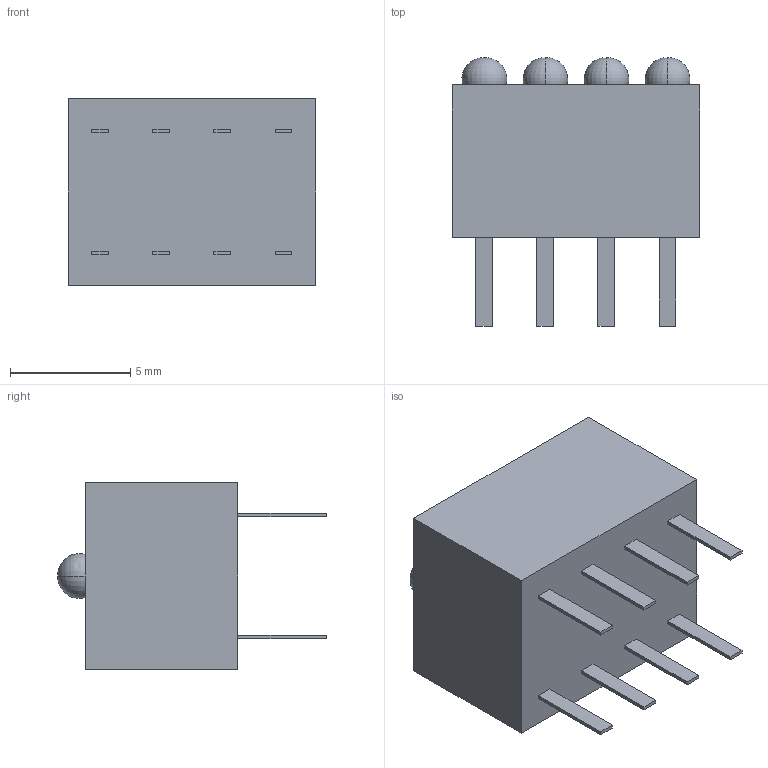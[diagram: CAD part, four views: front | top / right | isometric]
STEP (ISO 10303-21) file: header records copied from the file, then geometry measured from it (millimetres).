
FILE_DESCRIPTION (( 'STEP AP214' ), '1' );
FILE_NAME ('2520EG-4.STEP', '2008-08-29T15:50:28', ( '' ), ( '' ), 'SwSTEP 2.0', 'SolidWorks 2008', '' );
FILE_SCHEMA (( 'AUTOMOTIVE_DESIGN' ));
Length unit declared in the file: millimetre
Products named in the file (1): 2520EG-4
Bounding box: 10.29 x 11.17 x 7.77 mm (x, y, z)
Volume: 519.9 mm3; surface area: 455.5 mm2
Topology: 1 solids, 1 shells, 292 faces, 774 edges, 512 vertices
Faces by surface type: plane 190, bspline 94, torus 8
Entity records: 16625 total; most frequent: CARTESIAN_POINT 6801, ORIENTED_EDGE 1532, DIRECTION 992, EDGE_CURVE 766, VECTOR 562, LINE 562, VERTEX_POINT 512, EDGE_LOOP 328
